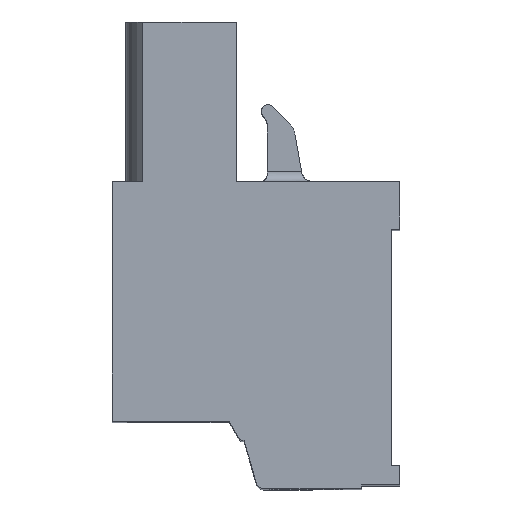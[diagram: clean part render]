
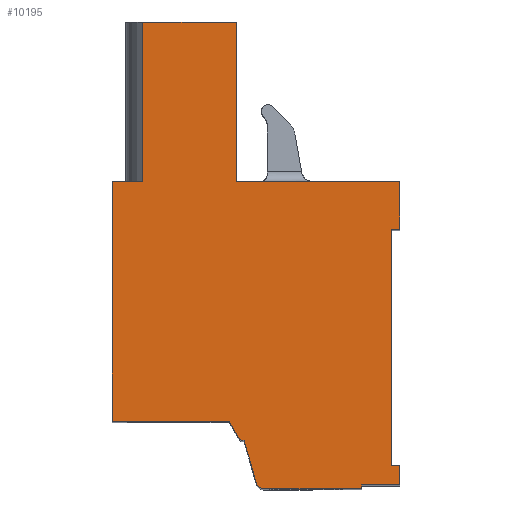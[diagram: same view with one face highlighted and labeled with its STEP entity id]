
A CAD part, top view. The second image highlights one B-rep face of the part: STEP entity #10195.
In plain terms, the highlighted planar face has unit normal (0, 0, 1).
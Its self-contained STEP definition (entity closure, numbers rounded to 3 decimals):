
#634=CARTESIAN_POINT('',(15.0,12.5,38.1));
#635=VERTEX_POINT('',#634);
#908=CARTESIAN_POINT('',(6.475,12.5,38.1));
#909=VERTEX_POINT('',#908);
#916=CARTESIAN_POINT('',(6.475,12.5,38.1));
#917=DIRECTION('',(1.0,0.0,0.0));
#918=VECTOR('',#917,8.525);
#919=LINE('',#916,#918);
#920=EDGE_CURVE('',#909,#635,#919,.T.);
#8070=CARTESIAN_POINT('',(1.6,12.5,38.1));
#8071=VERTEX_POINT('',#8070);
#8078=CARTESIAN_POINT('',(1.6,20.8,38.1));
#8079=VERTEX_POINT('',#8078);
#8080=CARTESIAN_POINT('',(1.6,20.8,38.1));
#8081=DIRECTION('',(0.0,-1.0,0.0));
#8082=VECTOR('',#8081,8.3);
#8083=LINE('',#8080,#8082);
#8084=EDGE_CURVE('',#8079,#8071,#8083,.T.);
#10044=CARTESIAN_POINT('',(7.004,8.078,38.1));
#10045=DIRECTION('',(0.0,0.0,1.0));
#10046=DIRECTION('',(1.0,0.0,0.0));
#10047=AXIS2_PLACEMENT_3D('',#10044,#10045,#10046);
#10048=PLANE('',#10047);
#10049=ORIENTED_EDGE('',*,*,#8084,.T.);
#10050=CARTESIAN_POINT('',(0.0,12.5,38.1));
#10051=VERTEX_POINT('',#10050);
#10052=CARTESIAN_POINT('',(1.6,12.5,38.1));
#10053=DIRECTION('',(-1.0,0.0,0.0));
#10054=VECTOR('',#10053,1.6);
#10055=LINE('',#10052,#10054);
#10056=EDGE_CURVE('',#8071,#10051,#10055,.T.);
#10057=ORIENTED_EDGE('',*,*,#10056,.T.);
#10058=CARTESIAN_POINT('',(0.0,0.0,38.1));
#10059=VERTEX_POINT('',#10058);
#10060=CARTESIAN_POINT('',(0.0,0.0,38.1));
#10061=DIRECTION('',(0.0,1.0,0.0));
#10062=VECTOR('',#10061,12.5);
#10063=LINE('',#10060,#10062);
#10064=EDGE_CURVE('',#10059,#10051,#10063,.T.);
#10065=ORIENTED_EDGE('',*,*,#10064,.F.);
#10066=CARTESIAN_POINT('',(6.1,0.0,38.1));
#10067=VERTEX_POINT('',#10066);
#10068=CARTESIAN_POINT('',(6.1,0.0,38.1));
#10069=DIRECTION('',(-1.0,0.0,0.0));
#10070=VECTOR('',#10069,6.1);
#10071=LINE('',#10068,#10070);
#10072=EDGE_CURVE('',#10067,#10059,#10071,.T.);
#10073=ORIENTED_EDGE('',*,*,#10072,.F.);
#10074=CARTESIAN_POINT('',(6.62,-0.9,38.1));
#10075=VERTEX_POINT('',#10074);
#10076=CARTESIAN_POINT('',(6.62,-0.9,38.1));
#10077=DIRECTION('',(-0.5,0.866,0.0));
#10078=VECTOR('',#10077,1.039);
#10079=LINE('',#10076,#10078);
#10080=EDGE_CURVE('',#10075,#10067,#10079,.T.);
#10081=ORIENTED_EDGE('',*,*,#10080,.F.);
#10082=CARTESIAN_POINT('',(6.793,-1.,38.1));
#10083=VERTEX_POINT('',#10082);
#10084=CARTESIAN_POINT('',(6.793,-0.8,38.1));
#10085=DIRECTION('',(0.0,0.0,-1.));
#10086=DIRECTION('',(0.866,0.5,0.0));
#10087=AXIS2_PLACEMENT_3D('',#10084,#10085,#10086);
#10088=CIRCLE('',#10087,0.2);
#10089=EDGE_CURVE('',#10083,#10075,#10088,.T.);
#10090=ORIENTED_EDGE('',*,*,#10089,.F.);
#10091=CARTESIAN_POINT('',(6.877,-1.,38.1));
#10092=VERTEX_POINT('',#10091);
#10093=CARTESIAN_POINT('',(6.877,-1.,38.1));
#10094=DIRECTION('',(-1.0,0.0,0.0));
#10095=VECTOR('',#10094,0.085);
#10096=LINE('',#10093,#10095);
#10097=EDGE_CURVE('',#10092,#10083,#10096,.T.);
#10098=ORIENTED_EDGE('',*,*,#10097,.F.);
#10099=CARTESIAN_POINT('',(7.515,-3.225,38.1));
#10100=VERTEX_POINT('',#10099);
#10101=CARTESIAN_POINT('',(7.515,-3.225,38.1));
#10102=DIRECTION('',(-0.276,0.961,0.0));
#10103=VECTOR('',#10102,2.315);
#10104=LINE('',#10101,#10103);
#10105=EDGE_CURVE('',#10100,#10092,#10104,.T.);
#10106=ORIENTED_EDGE('',*,*,#10105,.F.);
#10107=CARTESIAN_POINT('',(7.9,-3.515,38.1));
#10108=VERTEX_POINT('',#10107);
#10109=CARTESIAN_POINT('',(7.9,-3.115,38.1));
#10110=DIRECTION('',(0.0,0.0,-1.0));
#10111=DIRECTION('',(0.961,0.276,0.0));
#10112=AXIS2_PLACEMENT_3D('',#10109,#10110,#10111);
#10113=CIRCLE('',#10112,0.4);
#10114=EDGE_CURVE('',#10108,#10100,#10113,.T.);
#10115=ORIENTED_EDGE('',*,*,#10114,.F.);
#10116=CARTESIAN_POINT('',(13.,-3.515,38.1));
#10117=VERTEX_POINT('',#10116);
#10118=CARTESIAN_POINT('',(13.,-3.515,38.1));
#10119=DIRECTION('',(-1.0,0.0,0.0));
#10120=VECTOR('',#10119,5.1);
#10121=LINE('',#10118,#10120);
#10122=EDGE_CURVE('',#10117,#10108,#10121,.T.);
#10123=ORIENTED_EDGE('',*,*,#10122,.F.);
#10124=CARTESIAN_POINT('',(13.,-3.315,38.1));
#10125=VERTEX_POINT('',#10124);
#10126=CARTESIAN_POINT('',(13.,-3.315,38.1));
#10127=DIRECTION('',(0.0,-1.0,0.0));
#10128=VECTOR('',#10127,0.2);
#10129=LINE('',#10126,#10128);
#10130=EDGE_CURVE('',#10125,#10117,#10129,.T.);
#10131=ORIENTED_EDGE('',*,*,#10130,.F.);
#10132=CARTESIAN_POINT('',(15.,-3.315,38.1));
#10133=VERTEX_POINT('',#10132);
#10134=CARTESIAN_POINT('',(15.,-3.315,38.1));
#10135=DIRECTION('',(-1.0,0.0,0.0));
#10136=VECTOR('',#10135,2.0);
#10137=LINE('',#10134,#10136);
#10138=EDGE_CURVE('',#10133,#10125,#10137,.T.);
#10139=ORIENTED_EDGE('',*,*,#10138,.F.);
#10140=CARTESIAN_POINT('',(15.,-2.315,38.1));
#10141=VERTEX_POINT('',#10140);
#10142=CARTESIAN_POINT('',(15.,-2.315,38.1));
#10143=DIRECTION('',(0.0,-1.0,0.0));
#10144=VECTOR('',#10143,1.);
#10145=LINE('',#10142,#10144);
#10146=EDGE_CURVE('',#10141,#10133,#10145,.T.);
#10147=ORIENTED_EDGE('',*,*,#10146,.F.);
#10148=CARTESIAN_POINT('',(14.55,-2.315,38.1));
#10149=VERTEX_POINT('',#10148);
#10150=CARTESIAN_POINT('',(14.55,-2.315,38.1));
#10151=DIRECTION('',(1.0,0.0,0.0));
#10152=VECTOR('',#10151,0.45);
#10153=LINE('',#10150,#10152);
#10154=EDGE_CURVE('',#10149,#10141,#10153,.T.);
#10155=ORIENTED_EDGE('',*,*,#10154,.F.);
#10156=CARTESIAN_POINT('',(14.55,10.,38.1));
#10157=VERTEX_POINT('',#10156);
#10158=CARTESIAN_POINT('',(14.55,10.,38.1));
#10159=DIRECTION('',(0.0,-1.0,0.0));
#10160=VECTOR('',#10159,12.315);
#10161=LINE('',#10158,#10160);
#10162=EDGE_CURVE('',#10157,#10149,#10161,.T.);
#10163=ORIENTED_EDGE('',*,*,#10162,.F.);
#10164=CARTESIAN_POINT('',(15.0,10.,38.1));
#10165=VERTEX_POINT('',#10164);
#10166=CARTESIAN_POINT('',(15.0,10.,38.1));
#10167=DIRECTION('',(-1.0,0.0,0.0));
#10168=VECTOR('',#10167,0.45);
#10169=LINE('',#10166,#10168);
#10170=EDGE_CURVE('',#10165,#10157,#10169,.T.);
#10171=ORIENTED_EDGE('',*,*,#10170,.F.);
#10172=CARTESIAN_POINT('',(15.0,12.5,38.1));
#10173=DIRECTION('',(0.0,-1.0,0.0));
#10174=VECTOR('',#10173,2.5);
#10175=LINE('',#10172,#10174);
#10176=EDGE_CURVE('',#635,#10165,#10175,.T.);
#10177=ORIENTED_EDGE('',*,*,#10176,.F.);
#10178=ORIENTED_EDGE('',*,*,#920,.F.);
#10179=CARTESIAN_POINT('',(6.475,20.8,38.1));
#10180=VERTEX_POINT('',#10179);
#10181=CARTESIAN_POINT('',(6.475,20.8,38.1));
#10182=DIRECTION('',(0.0,-1.0,0.0));
#10183=VECTOR('',#10182,8.3);
#10184=LINE('',#10181,#10183);
#10185=EDGE_CURVE('',#10180,#909,#10184,.T.);
#10186=ORIENTED_EDGE('',*,*,#10185,.F.);
#10187=CARTESIAN_POINT('',(1.6,20.8,38.1));
#10188=DIRECTION('',(1.0,0.0,0.0));
#10189=VECTOR('',#10188,4.875);
#10190=LINE('',#10187,#10189);
#10191=EDGE_CURVE('',#8079,#10180,#10190,.T.);
#10192=ORIENTED_EDGE('',*,*,#10191,.F.);
#10193=EDGE_LOOP('',(#10049,#10057,#10065,#10073,#10081,#10090,#10098,#10106,#10115,#10123,#10131,#10139,#10147,#10155,#10163,#10171,#10177,#10178,#10186,#10192));
#10194=FACE_OUTER_BOUND('',#10193,.T.);
#10195=ADVANCED_FACE('',(#10194),#10048,.T.);
